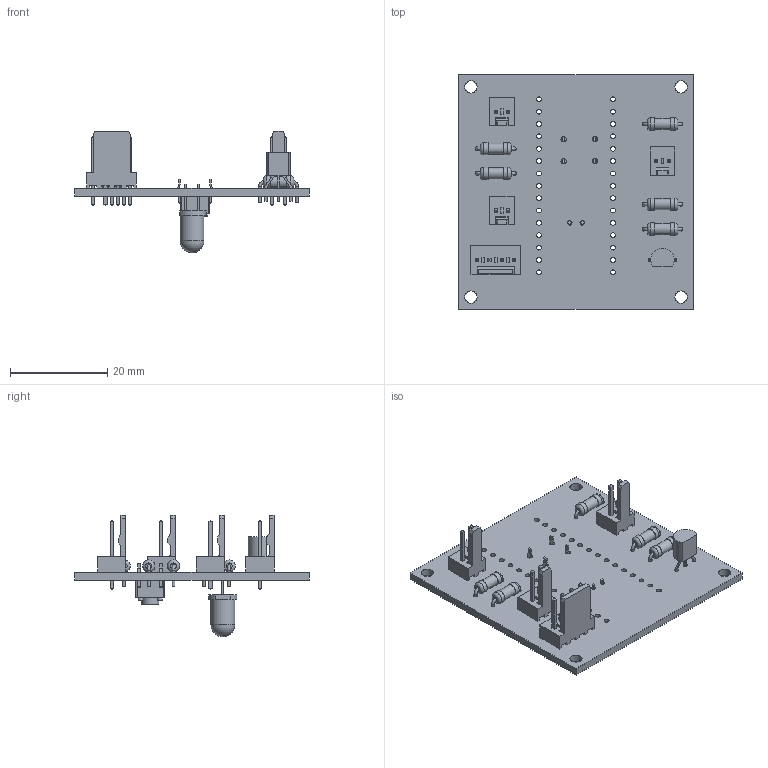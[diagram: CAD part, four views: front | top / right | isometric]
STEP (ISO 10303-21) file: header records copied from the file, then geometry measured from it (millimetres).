
FILE_DESCRIPTION(('KiCad electronic assembly'),'2;1');
FILE_NAME('shutter_speed_tester.step','2021-12-20T17:46:31',('An Author' ),('A Company'),'Open CASCADE STEP processor 7.5', 'KiCad to STEP converter','Unknown');
FILE_SCHEMA(('AUTOMOTIVE_DESIGN { 1 0 10303 214 1 1 1 1 }'));
Length unit declared in the file: millimetre
Products named in the file (14): Open CASCADE STEP translator 7.5 1; LED_D5.0mm; SOLID; Molex_KK-254_AE-6410-02A_1x02_P2.54mm_Vertical; TO-92_Inline_Wide; R_Axial_DIN0207_L6.3mm_D2.5mm_P7.62mm_Horizontal; SW_PUSH_6mm_H5mm; Molex_KK-254_AE-6410-04A_1x04_P2.54mm_Vertical; COMPOUND
Assembly tree (19 placements, depth 3):
  Open CASCADE STEP translator 7.5 1
    LED_D5.0mm
      SOLID
    Molex_KK-254_AE-6410-02A_1x02_P2.54mm_Vertical  x3
      SOLID
    TO-92_Inline_Wide
      SOLID
    R_Axial_DIN0207_L6.3mm_D2.5mm_P7.62mm_Horizontal  x5
      SOLID
    SW_PUSH_6mm_H5mm
      SOLID
    Molex_KK-254_AE-6410-04A_1x04_P2.54mm_Vertical
      SOLID
    COMPOUND
Bounding box: 48.26 x 48.26 x 25 mm (x, y, z)
Volume: 4738.7 mm3; surface area: 7395 mm2
Topology: 13 solids, 13 shells, 604 faces, 1466 edges, 938 vertices
Faces by surface type: plane 446, cylinder 136, torus 21, sphere 1
Full cylindrical faces by diameter (mm): 0.6 x10, 0.8 x13, 0.9 x2, 1 x34, 1.1 x4, 1.19 x10, 2.25 x5, 2.5 x14, 3.5 x1, 4.9 x1
Entity records: 30748 total; most frequent: CARTESIAN_POINT 6551, DIRECTION 4071, LINE 2693, VECTOR 2693, ORIENTED_EDGE 2102, PCURVE 2102, DEFINITIONAL_REPRESENTATION 2102, EDGE_CURVE 1051
